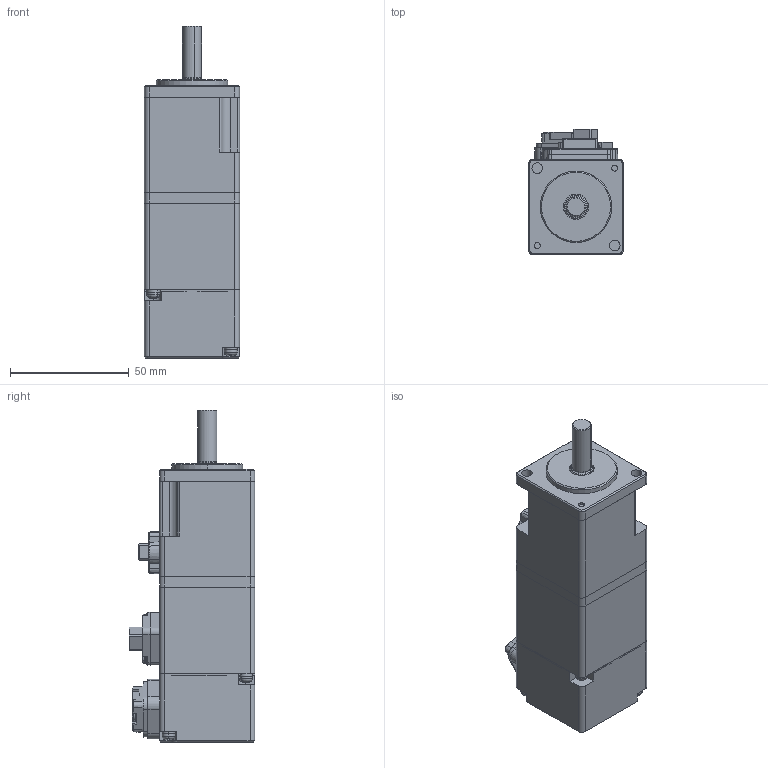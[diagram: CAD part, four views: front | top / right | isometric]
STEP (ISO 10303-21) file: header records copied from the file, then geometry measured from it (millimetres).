
FILE_DESCRIPTION (( 'STEP AP214' ), '1' );
FILE_NAME ('APMC-FALR5AM8N2.STEP', '2018-10-12T02:18:28', ( '' ), ( '' ), 'SwSTEP 2.0', 'SolidWorks 2011', '' );
FILE_SCHEMA (( 'AUTOMOTIVE_DESIGN' ));
Length unit declared in the file: millimetre
Products named in the file (1): APMC-FALR5AM8N2
Bounding box: 40 x 52.8 x 139.6 mm (x, y, z)
Volume: 189543 mm3; surface area: 51722.3 mm2
Topology: 33 solids, 33 shells, 1508 faces, 3926 edges, 2551 vertices
Faces by surface type: plane 980, cylinder 346, bspline 101, cone 57, torus 24
Entity records: 66950 total; most frequent: CARTESIAN_POINT 13364, ORIENTED_EDGE 7848, DIRECTION 7115, EDGE_CURVE 3924, VECTOR 2727, LINE 2727, VERTEX_POINT 2551, AXIS2_PLACEMENT_3D 2194
